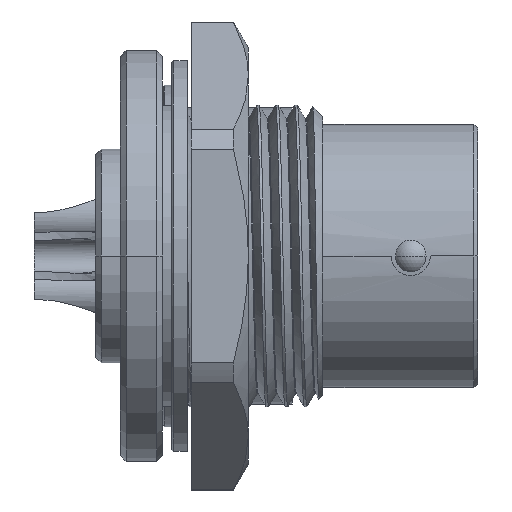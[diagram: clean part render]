
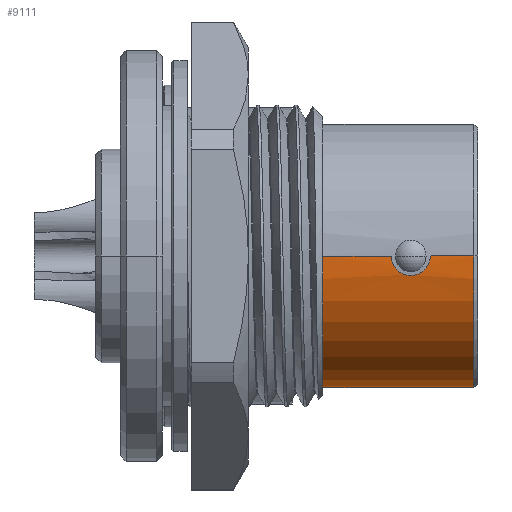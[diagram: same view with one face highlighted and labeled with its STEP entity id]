
A CAD part, front view. The second image highlights one B-rep face of the part: STEP entity #9111.
In plain terms, the highlighted cylindrical face has radius 6.9 mm (diameter 13.8 mm), a partial arc.
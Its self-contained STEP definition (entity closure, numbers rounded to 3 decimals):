
#2760=DIRECTION('',(1.,0.,0.));
#2761=VECTOR('',#2760,6.3);
#2762=CARTESIAN_POINT('',(11.9,19.15,-12.251));
#2763=LINE('',#2762,#2761);
#2764=CARTESIAN_POINT('',(18.2,19.15,-12.251));
#2777=CARTESIAN_POINT('',(19.2,19.15,-12.251));
#2779=DIRECTION('',(1.,0.,0.));
#2780=VECTOR('',#2779,0.6);
#2781=CARTESIAN_POINT('',(19.2,19.15,-12.251));
#2782=LINE('',#2781,#2780);
#2891=CARTESIAN_POINT('',(15.7,15.7,-18.226));
#2892=CARTESIAN_POINT('',(15.7,15.628,-18.267));
#2893=CARTESIAN_POINT('',(15.722,15.49,-18.344));
#2894=CARTESIAN_POINT('',(15.82,15.292,-18.445));
#2895=CARTESIAN_POINT('',(15.975,15.126,-18.523));
#2896=CARTESIAN_POINT('',(16.166,15.01,-18.575));
#2897=CARTESIAN_POINT('',(16.389,14.948,-18.601));
#2898=CARTESIAN_POINT('',(16.612,14.948,-18.601));
#2899=CARTESIAN_POINT('',(16.834,15.01,-18.575));
#2900=CARTESIAN_POINT('',(17.025,15.126,-18.523));
#2901=CARTESIAN_POINT('',(17.18,15.292,-18.445));
#2902=CARTESIAN_POINT('',(17.278,15.49,-18.344));
#2903=CARTESIAN_POINT('',(17.3,15.628,-18.267));
#2904=CARTESIAN_POINT('',(17.3,15.7,-18.226));
#2930=DIRECTION('',(1.,0.,0.));
#2931=VECTOR('',#2930,2.275);
#2932=CARTESIAN_POINT('',(17.525,5.35,-12.251));
#2933=LINE('',#2932,#2931);
#2934=CARTESIAN_POINT('',(19.8,12.25,-12.251));
#2935=DIRECTION('',(1.,0.,0.));
#2936=DIRECTION('',(0.,-1.,0.));
#2937=AXIS2_PLACEMENT_3D('',#2934,#2935,#2936);
#2939=CARTESIAN_POINT('',(19.2,19.15,-12.251));
#2940=CARTESIAN_POINT('',(19.2,19.15,-12.3));
#2941=CARTESIAN_POINT('',(19.186,19.149,-12.395));
#2942=CARTESIAN_POINT('',(19.126,19.145,-12.526));
#2943=CARTESIAN_POINT('',(19.032,19.14,-12.633));
#2944=CARTESIAN_POINT('',(18.914,19.135,-12.71));
#2945=CARTESIAN_POINT('',(18.775,19.132,-12.752));
#2946=CARTESIAN_POINT('',(18.63,19.132,-12.753));
#2947=CARTESIAN_POINT('',(18.49,19.135,-12.712));
#2948=CARTESIAN_POINT('',(18.371,19.139,-12.636));
#2949=CARTESIAN_POINT('',(18.275,19.145,-12.528));
#2950=CARTESIAN_POINT('',(18.214,19.149,-12.394));
#2951=CARTESIAN_POINT('',(18.2,19.15,-12.3));
#2952=CARTESIAN_POINT('',(18.2,19.15,-12.251));
#2954=CARTESIAN_POINT('',(11.9,12.25,-12.251));
#2955=DIRECTION('',(1.,0.,0.));
#2956=DIRECTION('',(0.,-1.,0.));
#2957=AXIS2_PLACEMENT_3D('',#2954,#2955,#2956);
#2959=DIRECTION('',(1.,0.,0.));
#2960=VECTOR('',#2959,3.575);
#2961=CARTESIAN_POINT('',(11.9,5.35,-12.251));
#2962=LINE('',#2961,#2960);
#2963=CARTESIAN_POINT('',(15.475,5.35,-12.251));
#2964=CARTESIAN_POINT('',(15.475,5.35,-12.331));
#2965=CARTESIAN_POINT('',(15.493,5.353,-12.49));
#2966=CARTESIAN_POINT('',(15.583,5.366,-12.733));
#2967=CARTESIAN_POINT('',(15.726,5.383,-12.937));
#2968=CARTESIAN_POINT('',(15.912,5.402,-13.102));
#2969=CARTESIAN_POINT('',(16.128,5.418,-13.216));
#2970=CARTESIAN_POINT('',(16.373,5.427,-13.278));
#2971=CARTESIAN_POINT('',(16.619,5.427,-13.279));
#2972=CARTESIAN_POINT('',(16.866,5.418,-13.219));
#2973=CARTESIAN_POINT('',(17.084,5.403,-13.105));
#2974=CARTESIAN_POINT('',(17.272,5.384,-12.94));
#2975=CARTESIAN_POINT('',(17.415,5.366,-12.735));
#2976=CARTESIAN_POINT('',(17.507,5.353,-12.491));
#2977=CARTESIAN_POINT('',(17.526,5.35,-12.332));
#2978=CARTESIAN_POINT('',(17.525,5.35,-12.251));
#2999=CARTESIAN_POINT('',(17.3,15.7,-18.226));
#3000=CARTESIAN_POINT('',(17.3,15.777,-18.182));
#3001=CARTESIAN_POINT('',(17.274,15.918,-18.096));
#3002=CARTESIAN_POINT('',(17.174,16.099,-17.978));
#3003=CARTESIAN_POINT('',(17.036,16.233,-17.886));
#3004=CARTESIAN_POINT('',(16.888,16.32,-17.823));
#3005=CARTESIAN_POINT('',(16.733,16.374,-17.782));
#3006=CARTESIAN_POINT('',(16.574,16.4,-17.763));
#3007=CARTESIAN_POINT('',(16.42,16.399,-17.764));
#3008=CARTESIAN_POINT('',(16.261,16.373,-17.783));
#3009=CARTESIAN_POINT('',(16.107,16.318,-17.824));
#3010=CARTESIAN_POINT('',(15.961,16.23,-17.887));
#3011=CARTESIAN_POINT('',(15.824,16.097,-17.98));
#3012=CARTESIAN_POINT('',(15.726,15.917,-18.097));
#3013=CARTESIAN_POINT('',(15.7,15.777,-18.182));
#3014=CARTESIAN_POINT('',(15.7,15.7,-18.226));
#4228=VERTEX_POINT('',#2764);
#4229=VERTEX_POINT('',#2777);
#4230=CARTESIAN_POINT('',(19.8,19.15,-12.251));
#4231=VERTEX_POINT('',#4230);
#4274=CARTESIAN_POINT('',(19.8,5.35,-12.251));
#4275=VERTEX_POINT('',#4274);
#4282=CARTESIAN_POINT('',(11.9,19.15,-12.251));
#4283=CARTESIAN_POINT('',(11.9,5.35,-12.251));
#4284=VERTEX_POINT('',#4282);
#4285=VERTEX_POINT('',#4283);
#4378=VERTEX_POINT('',#2963);
#4379=VERTEX_POINT('',#2978);
#4380=VERTEX_POINT('',#2891);
#4381=VERTEX_POINT('',#2904);
#9089=CARTESIAN_POINT('',(-1.,12.25,-12.251));
#9090=DIRECTION('',(1.,0.,0.));
#9091=DIRECTION('',(0.,-1.,0.));
#9092=AXIS2_PLACEMENT_3D('',#9089,#9090,#9091);
#9093=CYLINDRICAL_SURFACE('',#9092,6.9);
#9094=ORIENTED_EDGE('',*,*,#8948,.T.);
#9096=ORIENTED_EDGE('',*,*,#9095,.T.);
#9097=ORIENTED_EDGE('',*,*,#8959,.F.);
#9099=ORIENTED_EDGE('',*,*,#9098,.T.);
#9100=ORIENTED_EDGE('',*,*,#8955,.F.);
#9101=ORIENTED_EDGE('',*,*,#8938,.F.);
#9102=ORIENTED_EDGE('',*,*,#8952,.T.);
#9103=ORIENTED_EDGE('',*,*,#8950,.T.);
#9104=EDGE_LOOP('',(#9094,#9096,#9097,#9099,#9100,#9101,#9102,#9103));
#9105=FACE_OUTER_BOUND('',#9104,.F.);
#9106=ORIENTED_EDGE('',*,*,#9067,.F.);
#9108=ORIENTED_EDGE('',*,*,#9107,.F.);
#9109=EDGE_LOOP('',(#9106,#9108));
#9110=FACE_BOUND('',#9109,.F.);
#2905=B_SPLINE_CURVE_WITH_KNOTS('',3,(#2891,#2892,#2893,#2894,#2895,#2896,#2897,
#2898,#2899,#2900,#2901,#2902,#2903,#2904),.UNSPECIFIED.,.F.,.F.,(4,1,1,1,1,1,1,
1,1,1,1,4),(0.,0.091,0.182,0.273,
0.364,0.455,0.545,0.636,
0.727,0.818,0.909,1.),.UNSPECIFIED.);
#2938=CIRCLE('',#2937,6.9);
#2953=B_SPLINE_CURVE_WITH_KNOTS('',3,(#2939,#2940,#2941,#2942,#2943,#2944,#2945,
#2946,#2947,#2948,#2949,#2950,#2951,#2952),.UNSPECIFIED.,.F.,.F.,(4,1,1,1,1,1,1,
1,1,1,1,4),(0.,0.091,0.182,0.273,
0.364,0.455,0.545,0.636,
0.727,0.818,0.909,1.),.UNSPECIFIED.);
#2958=CIRCLE('',#2957,6.9);
#2979=B_SPLINE_CURVE_WITH_KNOTS('',3,(#2963,#2964,#2965,#2966,#2967,#2968,#2969,
#2970,#2971,#2972,#2973,#2974,#2975,#2976,#2977,#2978),.UNSPECIFIED.,.F.,.F.,(4,
1,1,1,1,1,1,1,1,1,1,1,1,4),(0.,0.077,0.154,
0.231,0.308,0.385,0.462,
0.538,0.615,0.692,0.769,
0.846,0.923,1.),.UNSPECIFIED.);
#3015=B_SPLINE_CURVE_WITH_KNOTS('',3,(#2999,#3000,#3001,#3002,#3003,#3004,#3005,
#3006,#3007,#3008,#3009,#3010,#3011,#3012,#3013,#3014),.UNSPECIFIED.,.F.,.F.,(4,
1,1,1,1,1,1,1,1,1,1,1,1,4),(0.,0.077,0.154,
0.231,0.308,0.385,0.462,
0.538,0.615,0.692,0.769,
0.846,0.923,1.),.UNSPECIFIED.);
#8938=EDGE_CURVE('',#4285,#4284,#2958,.T.);
#8948=EDGE_CURVE('',#4379,#4275,#2933,.T.);
#8950=EDGE_CURVE('',#4378,#4379,#2979,.T.);
#8952=EDGE_CURVE('',#4285,#4378,#2962,.T.);
#8955=EDGE_CURVE('',#4284,#4228,#2763,.T.);
#8959=EDGE_CURVE('',#4229,#4231,#2782,.T.);
#9067=EDGE_CURVE('',#4380,#4381,#2905,.T.);
#9095=EDGE_CURVE('',#4275,#4231,#2938,.T.);
#9098=EDGE_CURVE('',#4229,#4228,#2953,.T.);
#9107=EDGE_CURVE('',#4381,#4380,#3015,.T.);
#9111=ADVANCED_FACE('',(#9105,#9110),#9093,.T.);
